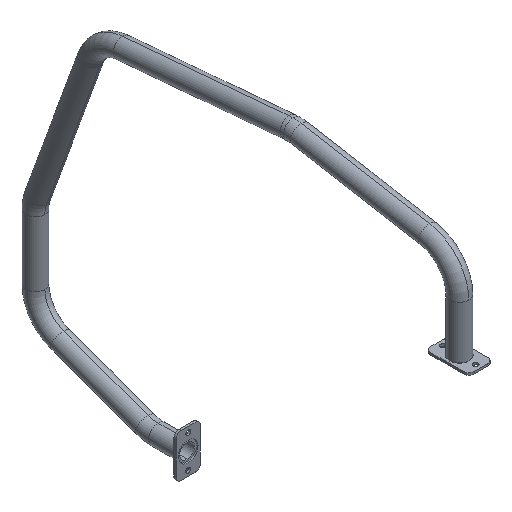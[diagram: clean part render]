
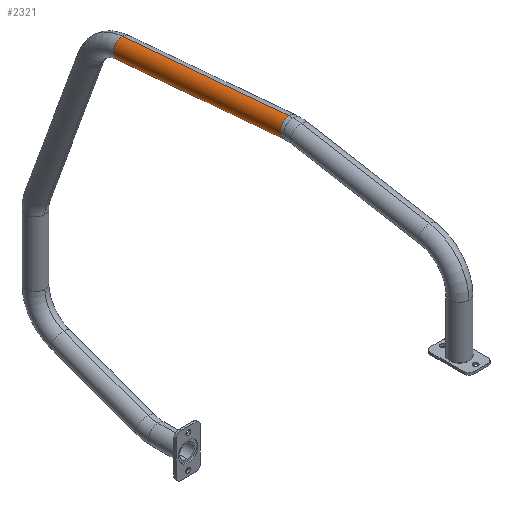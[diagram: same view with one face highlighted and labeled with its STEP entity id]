
A CAD part, isometric view. The second image highlights one B-rep face of the part: STEP entity #2321.
In plain terms, the highlighted cylindrical face has radius 17.5 mm (diameter 35 mm), a partial arc.
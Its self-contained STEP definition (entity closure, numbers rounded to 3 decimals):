
#5 = ORIENTED_EDGE ( 'NONE', *, *, #113, .T. ) ;
#51 = VERTEX_POINT ( 'NONE', #1957 ) ;
#88 = LINE ( 'NONE', #697, #1824 ) ;
#113 = EDGE_CURVE ( 'NONE', #1652, #51, #520, .T. ) ;
#230 = DIRECTION ( 'NONE',  ( 0., 0.996, -0.087 ) ) ;
#302 = ORIENTED_EDGE ( 'NONE', *, *, #2419, .T. ) ;
#363 = VERTEX_POINT ( 'NONE', #1886 ) ;
#520 = CIRCLE ( 'NONE', #1655, 17.5 ) ;
#551 = DIRECTION ( 'NONE',  ( 0., -0.087, -0.996 ) ) ;
#559 = DIRECTION ( 'NONE',  ( 0., 0.996, -0.087 ) ) ;
#697 = CARTESIAN_POINT ( 'NONE',  ( 0., -190.931, 192.463 ) ) ;
#830 = EDGE_CURVE ( 'NONE', #2129, #51, #88, .T. ) ;
#924 = DIRECTION ( 'NONE',  ( 0., 0.087, 0.996 ) ) ;
#957 = EDGE_LOOP ( 'NONE', ( #1664, #2032, #302, #5 ) ) ;
#1126 = CYLINDRICAL_SURFACE ( 'NONE', #1907, 17.5 ) ;
#1204 = CARTESIAN_POINT ( 'NONE',  ( 0., -187.881, 227.33 ) ) ;
#1291 = CARTESIAN_POINT ( 'NONE',  ( 0., -189.406, 209.897 ) ) ;
#1475 = DIRECTION ( 'NONE',  ( 0., 0.996, -0.087 ) ) ;
#1563 = LINE ( 'NONE', #1204, #2468 ) ;
#1589 = CIRCLE ( 'NONE', #2150, 17.5 ) ;
#1619 = DIRECTION ( 'NONE',  ( 0., -0.996, 0.087 ) ) ;
#1652 = VERTEX_POINT ( 'NONE', #2233 ) ;
#1655 = AXIS2_PLACEMENT_3D ( 'NONE', #2180, #1619, #1998 ) ;
#1664 = ORIENTED_EDGE ( 'NONE', *, *, #830, .F. ) ;
#1730 = DIRECTION ( 'NONE',  ( 0., -0.996, 0.087 ) ) ;
#1824 = VECTOR ( 'NONE', #1475, 1000. ) ;
#1880 = EDGE_CURVE ( 'NONE', #363, #2129, #1589, .T. ) ;
#1886 = CARTESIAN_POINT ( 'NONE',  ( 0., -187.881, 227.33 ) ) ;
#1907 = AXIS2_PLACEMENT_3D ( 'NONE', #1291, #559, #924 ) ;
#1957 = CARTESIAN_POINT ( 'NONE',  ( 0., 116.653, 165.553 ) ) ;
#1998 = DIRECTION ( 'NONE',  ( 0., -0.087, -0.996 ) ) ;
#2032 = ORIENTED_EDGE ( 'NONE', *, *, #1880, .F. ) ;
#2050 = CARTESIAN_POINT ( 'NONE',  ( 0., -190.931, 192.463 ) ) ;
#2129 = VERTEX_POINT ( 'NONE', #2050 ) ;
#2150 = AXIS2_PLACEMENT_3D ( 'NONE', #2282, #1730, #551 ) ;
#2180 = CARTESIAN_POINT ( 'NONE',  ( 0., 118.178, 182.987 ) ) ;
#2233 = CARTESIAN_POINT ( 'NONE',  ( 0., 119.703, 200.42 ) ) ;
#2280 = FACE_OUTER_BOUND ( 'NONE', #957, .T. ) ;
#2282 = CARTESIAN_POINT ( 'NONE',  ( 0., -189.406, 209.897 ) ) ;
#2321 = ADVANCED_FACE ( 'NONE', ( #2280 ), #1126, .T. ) ;
#2419 = EDGE_CURVE ( 'NONE', #363, #1652, #1563, .T. ) ;
#2468 = VECTOR ( 'NONE', #230, 1000. ) ;
